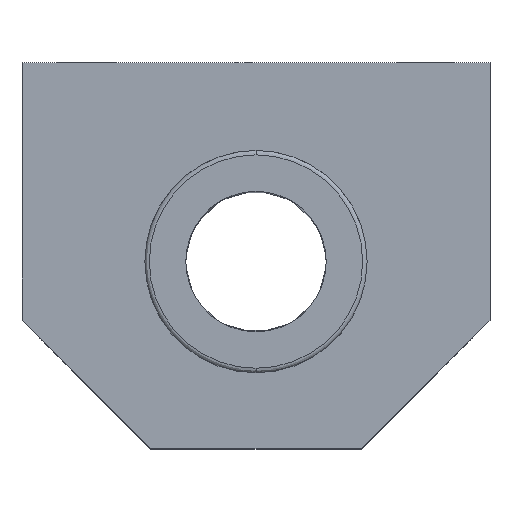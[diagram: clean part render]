
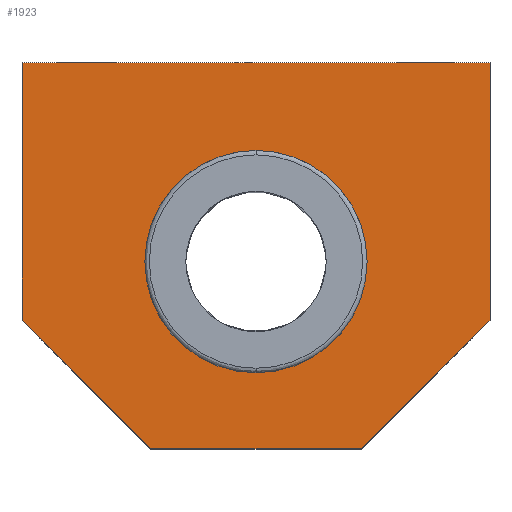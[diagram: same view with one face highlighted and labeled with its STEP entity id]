
A CAD part, top view. The second image highlights one B-rep face of the part: STEP entity #1923.
In plain terms, the highlighted free-form (B-spline) face has degree [1, 1] with [2, 2] control points.
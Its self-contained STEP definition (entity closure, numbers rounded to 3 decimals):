
#39 = VECTOR ( 'NONE', #1867, 1000. ) ;
#46 = EDGE_CURVE ( 'NONE', #1120, #675, #103, .T. ) ;
#67 = CARTESIAN_POINT ( 'NONE',  ( -20., -5., 14. ) ) ;
#70 = EDGE_CURVE ( 'NONE', #1254, #88, #139, .T. ) ;
#88 = VERTEX_POINT ( 'NONE', #443 ) ;
#103 = LINE ( 'NONE', #466, #39 ) ;
#106 = CARTESIAN_POINT ( 'NONE',  ( -9., -16., 14. ) ) ;
#114 = DIRECTION ( 'NONE',  ( 0., 0., 1. ) ) ;
#117 = ORIENTED_EDGE ( 'NONE', *, *, #2139, .F. ) ;
#136 = CARTESIAN_POINT ( 'NONE',  ( 20.8, -16.66, 14. ) ) ;
#139 = LINE ( 'NONE', #648, #328 ) ;
#145 = EDGE_CURVE ( 'NONE', #88, #675, #2242, .T. ) ;
#147 = CARTESIAN_POINT ( 'NONE',  ( -20.8, -16.66, 14. ) ) ;
#196 = VERTEX_POINT ( 'NONE', #428 ) ;
#207 = CARTESIAN_POINT ( 'NONE',  ( -9., -16., 14. ) ) ;
#328 = VECTOR ( 'NONE', #1201, 1000. ) ;
#329 = CIRCLE ( 'NONE', #2057, 9.5 ) ;
#375 = ORIENTED_EDGE ( 'NONE', *, *, #46, .F. ) ;
#390 = CARTESIAN_POINT ( 'NONE',  ( 0., 0., 14. ) ) ;
#422 = CARTESIAN_POINT ( 'NONE',  ( 20., 17., 14. ) ) ;
#428 = CARTESIAN_POINT ( 'NONE',  ( 0., 9.5, 14. ) ) ;
#430 = VERTEX_POINT ( 'NONE', #1375 ) ;
#443 = CARTESIAN_POINT ( 'NONE',  ( -20., 17., 14. ) ) ;
#447 = LINE ( 'NONE', #1148, #1548 ) ;
#454 = EDGE_CURVE ( 'NONE', #430, #196, #880, .T. ) ;
#466 = CARTESIAN_POINT ( 'NONE',  ( -9., -16., 14. ) ) ;
#517 = ORIENTED_EDGE ( 'NONE', *, *, #596, .F. ) ;
#590 = DIRECTION ( 'NONE',  ( -0.707, -0.707, 0. ) ) ;
#596 = EDGE_CURVE ( 'NONE', #1028, #1601, #759, .T. ) ;
#648 = CARTESIAN_POINT ( 'NONE',  ( 20., 17., 14. ) ) ;
#649 = ORIENTED_EDGE ( 'NONE', *, *, #70, .T. ) ;
#675 = VERTEX_POINT ( 'NONE', #67 ) ;
#691 = VECTOR ( 'NONE', #1690, 1000. ) ;
#740 = EDGE_CURVE ( 'NONE', #1120, #1601, #1097, .T. ) ;
#759 = LINE ( 'NONE', #2147, #1220 ) ;
#788 = EDGE_LOOP ( 'NONE', ( #375, #843, #517, #1229, #649, #2187 ) ) ;
#824 = FACE_BOUND ( 'NONE', #1965, .T. ) ;
#843 = ORIENTED_EDGE ( 'NONE', *, *, #740, .T. ) ;
#880 = CIRCLE ( 'NONE', #917, 9.5 ) ;
#917 = AXIS2_PLACEMENT_3D ( 'NONE', #2194, #114, #1854 ) ;
#981 = CARTESIAN_POINT ( 'NONE',  ( -20., 17., 14. ) ) ;
#1002 = FACE_OUTER_BOUND ( 'NONE', #788, .T. ) ;
#1028 = VERTEX_POINT ( 'NONE', #1460 ) ;
#1097 = LINE ( 'NONE', #207, #1760 ) ;
#1120 = VERTEX_POINT ( 'NONE', #106 ) ;
#1148 = CARTESIAN_POINT ( 'NONE',  ( 20., -5., 14. ) ) ;
#1167 = EDGE_CURVE ( 'NONE', #1028, #1254, #447, .T. ) ;
#1169 = DIRECTION ( 'NONE',  ( 0., 1., 0. ) ) ;
#1201 = DIRECTION ( 'NONE',  ( -1., 0., 0. ) ) ;
#1217 = ORIENTED_EDGE ( 'NONE', *, *, #454, .F. ) ;
#1220 = VECTOR ( 'NONE', #590, 1000. ) ;
#1229 = ORIENTED_EDGE ( 'NONE', *, *, #1167, .T. ) ;
#1254 = VERTEX_POINT ( 'NONE', #422 ) ;
#1262 = DIRECTION ( 'NONE',  ( 0., 0., 1. ) ) ;
#1375 = CARTESIAN_POINT ( 'NONE',  ( 0., -9.5, 14. ) ) ;
#1434 = DIRECTION ( 'NONE',  ( 1., 0., 0. ) ) ;
#1460 = CARTESIAN_POINT ( 'NONE',  ( 20., -5., 14. ) ) ;
#1461 = DIRECTION ( 'NONE',  ( 0., 1., 0. ) ) ;
#1548 = VECTOR ( 'NONE', #1169, 1000. ) ;
#1601 = VERTEX_POINT ( 'NONE', #1963 ) ;
#1690 = DIRECTION ( 'NONE',  ( 0., -1., 0. ) ) ;
#1760 = VECTOR ( 'NONE', #1434, 1000. ) ;
#1854 = DIRECTION ( 'NONE',  ( 0., -1., 0. ) ) ;
#1867 = DIRECTION ( 'NONE',  ( -0.707, 0.707, 0. ) ) ;
#1923 = ADVANCED_FACE ( 'NONE', ( #824, #1002 ), #2183, .T. ) ;
#1963 = CARTESIAN_POINT ( 'NONE',  ( 9., -16., 14. ) ) ;
#1965 = EDGE_LOOP ( 'NONE', ( #1217, #117 ) ) ;
#2029 = CARTESIAN_POINT ( 'NONE',  ( 20.8, 17.66, 14. ) ) ;
#2042 = CARTESIAN_POINT ( 'NONE',  ( -20.8, 17.66, 14. ) ) ;
#2057 = AXIS2_PLACEMENT_3D ( 'NONE', #390, #1262, #1461 ) ;
#2139 = EDGE_CURVE ( 'NONE', #196, #430, #329, .T. ) ;
#2147 = CARTESIAN_POINT ( 'NONE',  ( 20., -5., 14. ) ) ;
#2183 = B_SPLINE_SURFACE_WITH_KNOTS ( 'NONE', 1, 1, ( 
 ( #147, #2042 ),
 ( #136, #2029 ) ),
 .UNSPECIFIED., .F., .F., .F.,
 ( 2, 2 ),
 ( 2, 2 ),
 ( -20.8, 20.8 ),
 ( -16.66, 17.66 ),
 .UNSPECIFIED. ) ;
#2187 = ORIENTED_EDGE ( 'NONE', *, *, #145, .T. ) ;
#2194 = CARTESIAN_POINT ( 'NONE',  ( 0., 0., 14. ) ) ;
#2242 = LINE ( 'NONE', #981, #691 ) ;
